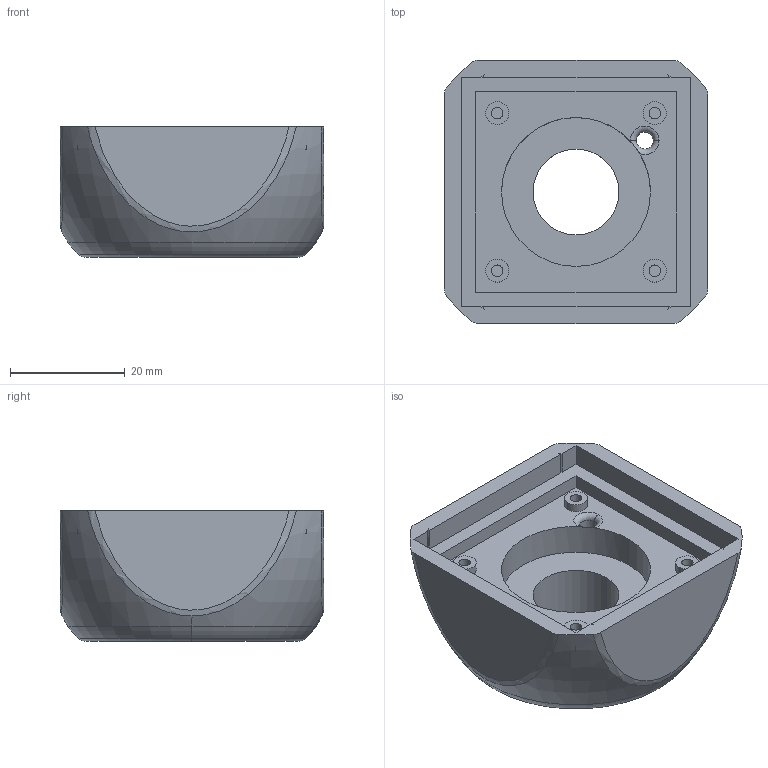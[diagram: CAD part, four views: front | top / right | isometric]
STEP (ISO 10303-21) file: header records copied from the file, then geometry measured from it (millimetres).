
FILE_DESCRIPTION (( 'STEP AP203' ), '1' );
FILE_NAME ('惆砉芛悵誘褲.STEP', '2024-04-17T05:23:33', ( '' ), ( '' ), 'SwSTEP 2.0', 'SolidWorks 2023', '' );
FILE_SCHEMA (( 'CONFIG_CONTROL_DESIGN' ));
Length unit declared in the file: millimetre
Products named in the file (1): 报像头保护壳
Bounding box: 46 x 46 x 22.79 mm (x, y, z)
Volume: 27439.8 mm3; surface area: 8982.3 mm2
Topology: 1 solids, 1 shells, 76 faces, 184 edges, 120 vertices
Faces by surface type: plane 33, cylinder 26, torus 10, bspline 7
Entity records: 3534 total; most frequent: CARTESIAN_POINT 1666, DIRECTION 378, ORIENTED_EDGE 368, EDGE_CURVE 184, AXIS2_PLACEMENT_3D 150, VERTEX_POINT 120, EDGE_LOOP 90, CIRCLE 80
